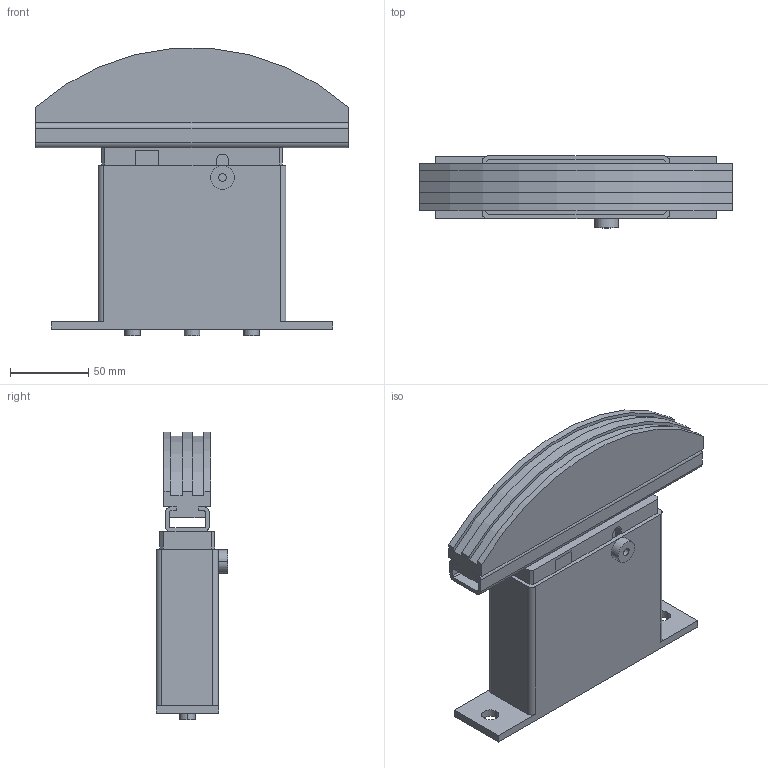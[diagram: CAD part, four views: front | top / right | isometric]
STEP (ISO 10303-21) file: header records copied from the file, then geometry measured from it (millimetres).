
FILE_DESCRIPTION(('STEP AP214'),'1');
FILE_NAME('cctmp_00CD4189-00D2-44B5-B9A0-C1E2B9993DCC_2023_6_22_8_43_17_121..stp','2023-06-22T06:43:17',('Murtfeldt Kunststoffe GmbH & Co.KG'),('CADClick - www.CADClick.com'),'Spatial InterOp 3D',' ','unknown authorization');
FILE_SCHEMA(('AUTOMOTIVE_DESIGN'));
Length unit declared in the file: millimetre
Products named in the file (1): 281020221
Bounding box: 200 x 46 x 183.51 mm (x, y, z)
Volume: 782052.6 mm3; surface area: 113461 mm2
Topology: 1 solids, 1 shells, 116 faces, 342 edges, 224 vertices
Faces by surface type: plane 79, cylinder 37
Entity records: 4836 total; most frequent: ORIENTED_EDGE 684, CARTESIAN_POINT 683, DIRECTION 658, EDGE_CURVE 342, LINE 260, VECTOR 260, VERTEX_POINT 224, AXIS2_PLACEMENT_3D 199
